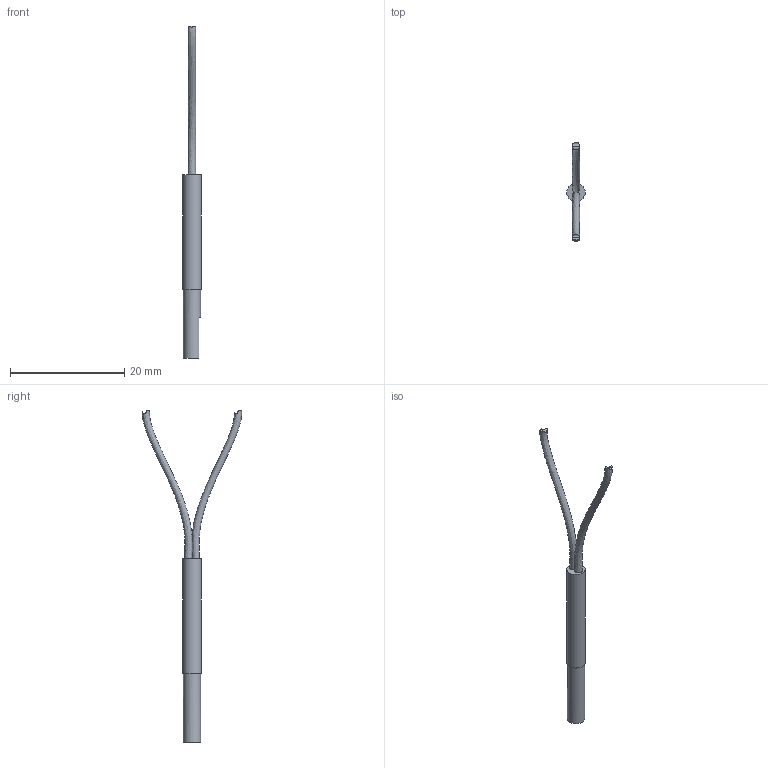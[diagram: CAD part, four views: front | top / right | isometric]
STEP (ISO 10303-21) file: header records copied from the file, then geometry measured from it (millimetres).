
FILE_DESCRIPTION(/* description */ (''),/* implementation_level */ '2;1');
FILE_NAME(/* name */ 'LT207007.stp',/* time_stamp */ '2016-10-06T14:08:18+02:00',/* author */ ('mitarbeiter'),/* organization */ (''),/* preprocessor_version */ 'ST-DEVELOPER v15.2',/* originating_system */ 'Autodesk Inventor 2014',/* authorisation */ '');
FILE_SCHEMA (('AUTOMOTIVE_DESIGN { 1 0 10303 214 3 1 1 }'));
Length unit declared in the file: millimetre
Products named in the file (1): LT207007
Bounding box: 3.2 x 17.36 x 58 mm (x, y, z)
Volume: 311.1 mm3; surface area: 543.9 mm2
Topology: 1 solids, 1 shells, 22 faces, 44 edges, 26 vertices
Faces by surface type: cylinder 11, plane 9, bspline 2
Full cylindrical faces by diameter (mm): 1 x2, 3 x1, 3.2 x1
Entity records: 1682 total; most frequent: CARTESIAN_POINT 1234, ORIENTED_EDGE 80, DIRECTION 80, EDGE_CURVE 40, AXIS2_PLACEMENT_3D 34, EDGE_LOOP 30, VERTEX_POINT 26, FACE_OUTER_BOUND 22
